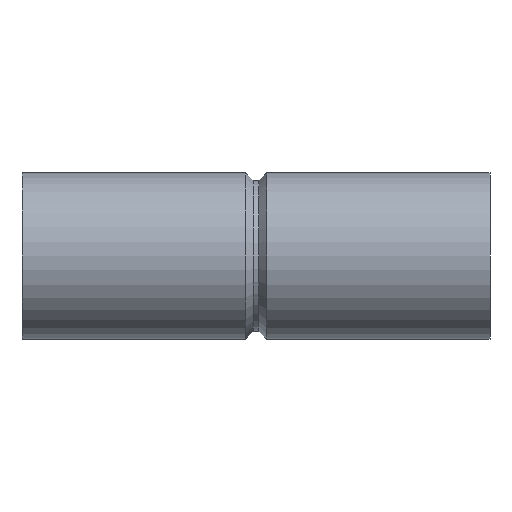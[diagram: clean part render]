
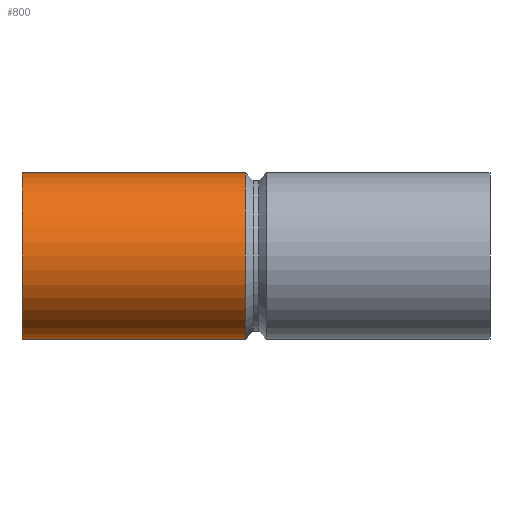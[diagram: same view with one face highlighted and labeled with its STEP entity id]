
A CAD part, left-side view. The second image highlights one B-rep face of the part: STEP entity #800.
In plain terms, the highlighted cylindrical face has radius 14.25 mm (diameter 28.5 mm), a full revolution.
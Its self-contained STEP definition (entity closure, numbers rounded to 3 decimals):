
#800=ADVANCED_FACE('',(#1428,#1430),#1432,.T.);
#1428=FACE_OUTER_BOUND('',#1429,.T.);
#1429=EDGE_LOOP('',(#2351));
#1430=FACE_OUTER_BOUND('',#1431,.T.);
#1431=EDGE_LOOP('',(#2352));
#1432=CYLINDRICAL_SURFACE('',#1433,14.25);
#1433=AXIS2_PLACEMENT_3D('',#1434,#1435,#1436);
#1434=CARTESIAN_POINT('',(0.,-38.15,0.));
#1435=DIRECTION('',(0.,1.,0.));
#1436=DIRECTION('',(0.,0.,1.));
#2351=ORIENTED_EDGE('',*,*,#2568,.F.);
#2352=ORIENTED_EDGE('',*,*,#2566,.T.);
#2566=EDGE_CURVE('',#2919,#2919,#2920,.T.);
#2568=EDGE_CURVE('',#2923,#2923,#2924,.T.);
#2919=VERTEX_POINT('',#6404);
#2920=CIRCLE('',#6405,14.25);
#2923=VERTEX_POINT('',#6414);
#2924=CIRCLE('',#6415,14.25);
#6404=CARTESIAN_POINT('',(0.,-38.15,14.25));
#6405=AXIS2_PLACEMENT_3D('',#6406,#6407,#6408);
#6406=CARTESIAN_POINT('',(0.,-38.15,0.));
#6407=DIRECTION('',(0.,1.,0.));
#6408=DIRECTION('',(0.,0.,1.));
#6414=CARTESIAN_POINT('',(0.,0.,14.25));
#6415=AXIS2_PLACEMENT_3D('',#6416,#6417,#6418);
#6416=CARTESIAN_POINT('',(0.,0.,0.));
#6417=DIRECTION('',(0.,1.,0.));
#6418=DIRECTION('',(0.,0.,1.));
